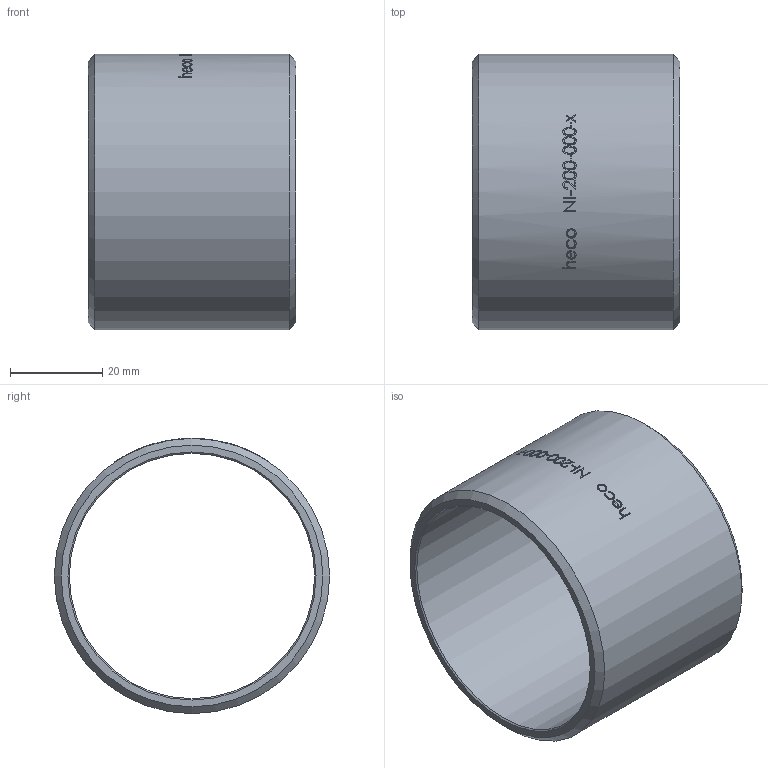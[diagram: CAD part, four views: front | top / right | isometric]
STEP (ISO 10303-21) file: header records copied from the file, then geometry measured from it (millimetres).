
FILE_DESCRIPTION (( 'STEP AP214' ), '1' );
FILE_NAME ('NI-200-000-x Rohrnippel heco 1805.STEP', '2019-11-11T08:53:00', ( '' ), ( '' ), 'SwSTEP 2.0', 'SolidWorks 2016', '' );
FILE_SCHEMA (( 'AUTOMOTIVE_DESIGN' ));
Length unit declared in the file: millimetre
Products named in the file (1): NI-200-000-x Rohrnippel heco 1805
Bounding box: 45 x 59.61 x 59.61 mm (x, y, z)
Volume: 25514 mm3; surface area: 16703.9 mm2
Topology: 1 solids, 1 shells, 174 faces, 447 edges, 297 vertices
Faces by surface type: bspline 101, plane 44, cylinder 25, cone 4
Full cylindrical faces by diameter (mm): 53.1 x1, 59.61 x1
Entity records: 21069 total; most frequent: CARTESIAN_POINT 15938, ORIENTED_EDGE 874, EDGE_CURVE 437, DIRECTION 326, B_SPLINE_CURVE_WITH_KNOTS 315, VERTEX_POINT 294, EDGE_LOOP 205, FACE_OUTER_BOUND 176
